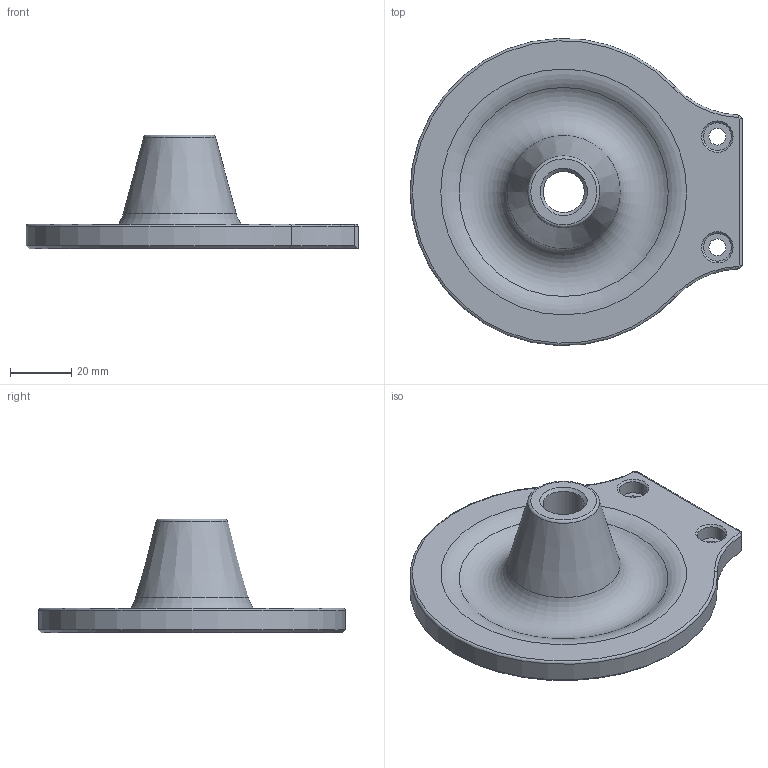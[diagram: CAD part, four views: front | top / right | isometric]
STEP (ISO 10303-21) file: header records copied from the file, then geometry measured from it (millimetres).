
FILE_DESCRIPTION(('FreeCAD Model'),'2;1');
FILE_NAME('Open CASCADE Shape Model','2024-06-15T12:47:31',(''),(''), 'Open CASCADE STEP processor 7.6','FreeCAD','Unknown');
FILE_SCHEMA(('AUTOMOTIVE_DESIGN { 1 0 10303 214 1 1 1 1 }'));
Length unit declared in the file: millimetre
Products named in the file (1): Foot
Bounding box: 108 x 99.93 x 37 mm (x, y, z)
Volume: 74981.8 mm3; surface area: 23191 mm2
Topology: 1 solids, 1 shells, 34 faces, 69 edges, 40 vertices
Faces by surface type: cylinder 11, cone 9, plane 8, torus 6
Full cylindrical faces by diameter (mm): 5.5 x2, 9 x2, 13.4 x1
Entity records: 962 total; most frequent: CARTESIAN_POINT 186, DIRECTION 178, ORIENTED_EDGE 138, AXIS2_PLACEMENT_3D 76, EDGE_CURVE 69, FACE_BOUND 43, EDGE_LOOP 43, VERTEX_POINT 40
